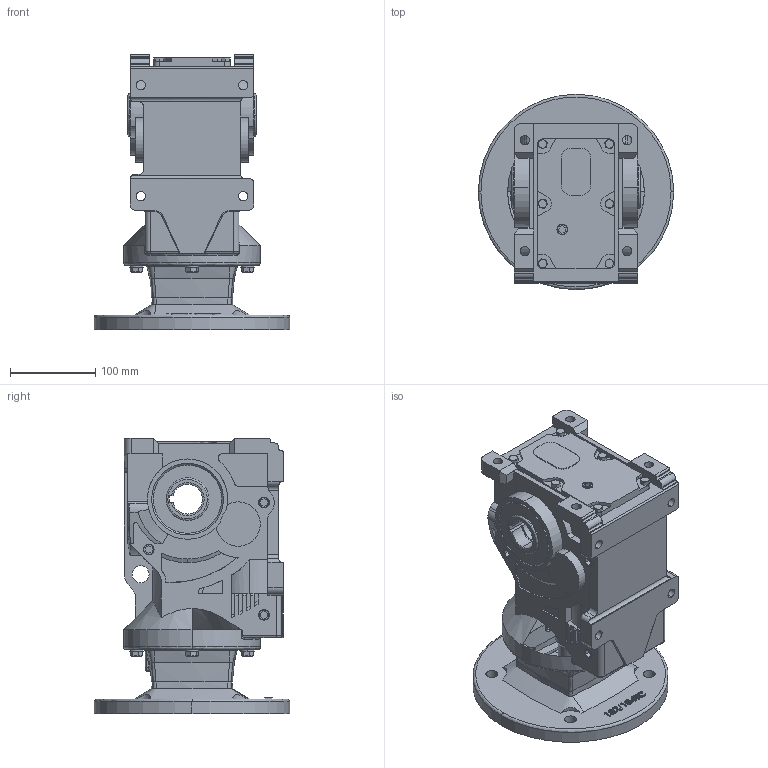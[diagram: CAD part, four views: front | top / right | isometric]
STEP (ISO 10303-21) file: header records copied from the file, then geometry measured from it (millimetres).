
FILE_DESCRIPTION (( 'STEP AP214' ), '1' );
FILE_NAME ('HBR-47-020-C.step', '2019-04-01T14:34:09', ( '' ), ( '' ), 'SwSTEP 2.0', 'SolidWorks 2018', '' );
FILE_SCHEMA (( 'AUTOMOTIVE_DESIGN' ));
Length unit declared in the file: inch
Products named in the file (1): HBR-47-020-C
Bounding box: 228.6 x 228.6 x 322 mm (x, y, z)
Volume: 5714607.1 mm3; surface area: 369566.6 mm2
Topology: 1 solids, 1 shells, 1036 faces, 2724 edges, 1769 vertices
Faces by surface type: plane 498, cylinder 268, bspline 154, cone 116
Entity records: 44178 total; most frequent: CARTESIAN_POINT 19414, ORIENTED_EDGE 5444, DIRECTION 4666, EDGE_CURVE 2722, VERTEX_POINT 1769, AXIS2_PLACEMENT_3D 1568, VECTOR 1530, LINE 1530
